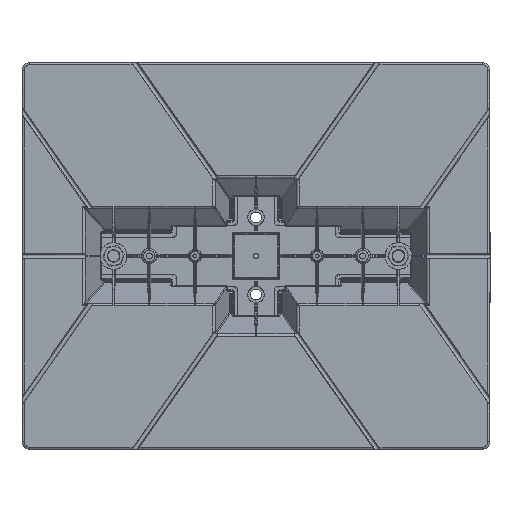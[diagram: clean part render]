
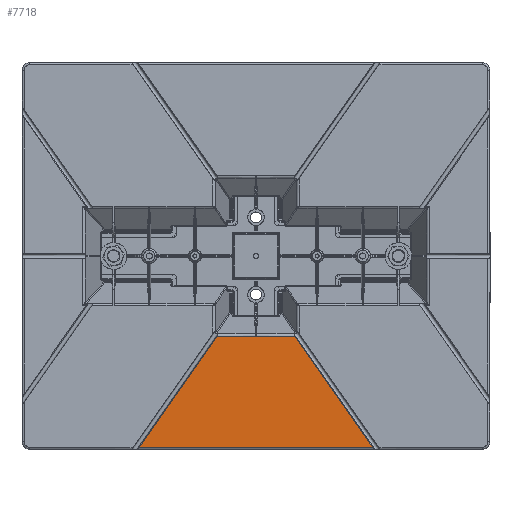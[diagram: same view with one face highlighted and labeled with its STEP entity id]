
A CAD part, front view. The second image highlights one B-rep face of the part: STEP entity #7718.
In plain terms, the highlighted planar face has unit normal (0, -1, 0).
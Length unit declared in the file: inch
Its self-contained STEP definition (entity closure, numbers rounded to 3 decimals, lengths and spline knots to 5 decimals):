
#7646=CARTESIAN_POINT('',(-2.5,0.0,-8.55667));
#7647=DIRECTION('',(0.0,-1.0,0.0));
#7648=DIRECTION('',(0.0,0.0,-1.0));
#7649=AXIS2_PLACEMENT_3D('',#7646,#7647,#7648);
#7650=PLANE('',#7649);
#7651=CARTESIAN_POINT('',(3.93537,0.,1.91289));
#7652=VERTEX_POINT('',#7651);
#7653=CARTESIAN_POINT('',(9.4,0.0,5.73926));
#7654=VERTEX_POINT('',#7653);
#7655=CARTESIAN_POINT('',(3.93537,0.,1.91289));
#7656=DIRECTION('',(0.819,0.,0.574));
#7657=VECTOR('',#7656,6.67108);
#7658=LINE('',#7655,#7657);
#7659=EDGE_CURVE('',#7652,#7654,#7658,.T.);
#7660=ORIENTED_EDGE('',*,*,#7659,.F.);
#7661=CARTESIAN_POINT('',(3.93537,0.0,0.03));
#7662=VERTEX_POINT('',#7661);
#7663=CARTESIAN_POINT('',(3.93537,0.0,1.91289));
#7664=DIRECTION('',(0.0,0.0,-1.0));
#7665=VECTOR('',#7664,1.88289);
#7666=LINE('',#7663,#7665);
#7667=EDGE_CURVE('',#7652,#7662,#7666,.T.);
#7668=ORIENTED_EDGE('',*,*,#7667,.T.);
#7669=CARTESIAN_POINT('',(3.37436,0.0,0.03));
#7670=VERTEX_POINT('',#7669);
#7671=CARTESIAN_POINT('',(3.93537,0.0,0.03));
#7672=DIRECTION('',(-1.0,0.0,0.0));
#7673=VECTOR('',#7672,0.56101);
#7674=LINE('',#7671,#7673);
#7675=EDGE_CURVE('',#7662,#7670,#7674,.T.);
#7676=ORIENTED_EDGE('',*,*,#7675,.T.);
#7677=CARTESIAN_POINT('',(3.37436,0.0,-0.03));
#7678=VERTEX_POINT('',#7677);
#7679=CARTESIAN_POINT('',(1.89925,0.0,0.0));
#7680=DIRECTION('',(0.0,1.0,0.0));
#7681=DIRECTION('',(0.0,0.0,-1.0));
#7682=AXIS2_PLACEMENT_3D('',#7679,#7680,#7681);
#7683=CIRCLE('',#7682,1.47542);
#7684=EDGE_CURVE('',#7670,#7678,#7683,.T.);
#7685=ORIENTED_EDGE('',*,*,#7684,.T.);
#7686=CARTESIAN_POINT('',(3.93537,0.0,-0.03));
#7687=VERTEX_POINT('',#7686);
#7688=CARTESIAN_POINT('',(3.93537,0.0,-0.03));
#7689=DIRECTION('',(-1.0,0.0,0.0));
#7690=VECTOR('',#7689,0.56101);
#7691=LINE('',#7688,#7690);
#7692=EDGE_CURVE('',#7687,#7678,#7691,.T.);
#7693=ORIENTED_EDGE('',*,*,#7692,.F.);
#7694=CARTESIAN_POINT('',(3.93537,0.0,-1.91289));
#7695=VERTEX_POINT('',#7694);
#7696=CARTESIAN_POINT('',(3.93537,0.0,-0.03));
#7697=DIRECTION('',(0.0,0.0,-1.0));
#7698=VECTOR('',#7697,1.88289);
#7699=LINE('',#7696,#7698);
#7700=EDGE_CURVE('',#7687,#7695,#7699,.T.);
#7701=ORIENTED_EDGE('',*,*,#7700,.T.);
#7702=CARTESIAN_POINT('',(9.4,0.,-5.73926));
#7703=VERTEX_POINT('',#7702);
#7704=CARTESIAN_POINT('',(3.93537,0.,-1.91289));
#7705=DIRECTION('',(0.819,0.,-0.574));
#7706=VECTOR('',#7705,6.67108);
#7707=LINE('',#7704,#7706);
#7708=EDGE_CURVE('',#7695,#7703,#7707,.T.);
#7709=ORIENTED_EDGE('',*,*,#7708,.T.);
#7710=CARTESIAN_POINT('',(9.4,0.0,-5.73926));
#7711=DIRECTION('',(0.0,0.0,1.0));
#7712=VECTOR('',#7711,11.47852);
#7713=LINE('',#7710,#7712);
#7714=EDGE_CURVE('',#7703,#7654,#7713,.T.);
#7715=ORIENTED_EDGE('',*,*,#7714,.T.);
#7716=EDGE_LOOP('',(#7660,#7668,#7676,#7685,#7693,#7701,#7709,#7715));
#7717=FACE_OUTER_BOUND('',#7716,.T.);
#7718=ADVANCED_FACE('',(#7717),#7650,.T.);
